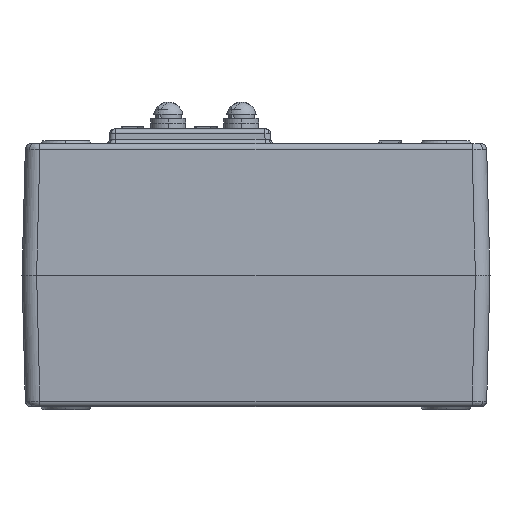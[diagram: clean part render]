
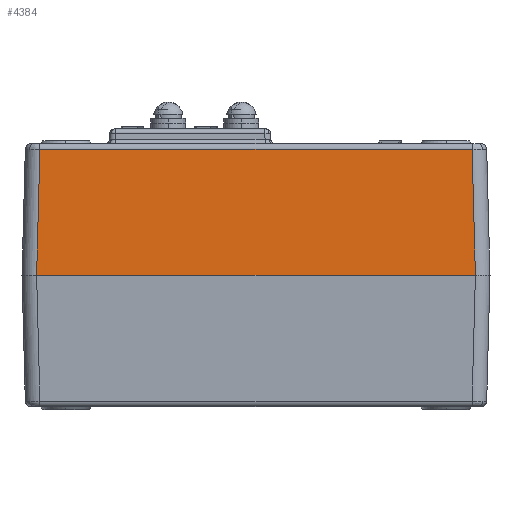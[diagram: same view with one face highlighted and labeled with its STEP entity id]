
A CAD part, left-side view. The second image highlights one B-rep face of the part: STEP entity #4384.
In plain terms, the highlighted planar face has unit normal (-1, 0, 0.026).
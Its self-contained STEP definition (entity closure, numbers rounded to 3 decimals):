
#1152 = FACE_OUTER_BOUND ( 'NONE', #7824, .T. ) ;
#1652 = CARTESIAN_POINT ( 'NONE',  ( -383.873, 73.874, 43.052 ) ) ;
#1964 = CARTESIAN_POINT ( 'NONE',  ( -385., 75.002, 0. ) ) ;
#1975 = CARTESIAN_POINT ( 'NONE',  ( -383.873, -73.874, 43.052 ) ) ;
#2024 = CARTESIAN_POINT ( 'NONE',  ( -385., -75.002, 0. ) ) ;
#2662 = CARTESIAN_POINT ( 'NONE',  ( -383.873, 80., 43.052 ) ) ;
#2671 = DIRECTION ( 'NONE',  ( 0., 1., 0. ) ) ;
#2738 = CARTESIAN_POINT ( 'NONE',  ( -385., 80., 0. ) ) ;
#2739 = DIRECTION ( 'NONE',  ( 0., -1., 0. ) ) ;
#2758 = CARTESIAN_POINT ( 'NONE',  ( -384.894, -74.896, 4.053 ) ) ;
#2759 = DIRECTION ( 'NONE',  ( 0.026, 0.026, 0.999 ) ) ;
#2821 = CARTESIAN_POINT ( 'NONE',  ( -385.003, 75.005, -0.131 ) ) ;
#2830 = DIRECTION ( 'NONE',  ( -0.026, 0.026, -0.999 ) ) ;
#4384 = ADVANCED_FACE ( 'NONE', ( #1152 ), #5260, .T. ) ;
#4620 = VECTOR ( 'NONE', #2739, 1000. ) ;
#4633 = LINE ( 'NONE', #2758, #4634 ) ;
#4634 = VECTOR ( 'NONE', #2759, 1000. ) ;
#4665 = VECTOR ( 'NONE', #2830, 1000. ) ;
#4670 = LINE ( 'NONE', #2821, #4665 ) ;
#4696 = LINE ( 'NONE', #2662, #4708 ) ;
#4708 = VECTOR ( 'NONE', #2671, 1000. ) ;
#4732 = LINE ( 'NONE', #2738, #4620 ) ;
#4764 = VERTEX_POINT ( 'NONE', #1652 ) ;
#5076 = VERTEX_POINT ( 'NONE', #1964 ) ;
#5087 = VERTEX_POINT ( 'NONE', #1975 ) ;
#5136 = VERTEX_POINT ( 'NONE', #2024 ) ;
#5258 = CARTESIAN_POINT ( 'NONE',  ( -385., 80., 0. ) ) ;
#5260 = PLANE ( 'NONE',  #7033 ) ;
#5263 = DIRECTION ( 'NONE',  ( -1., 0., 0.026 ) ) ;
#5264 = DIRECTION ( 'NONE',  ( 0.026, 0., 1. ) ) ;
#6550 = EDGE_CURVE ( 'NONE', #5087, #4764, #4696, .T. ) ;
#6574 = EDGE_CURVE ( 'NONE', #5076, #5136, #4732, .T. ) ;
#6582 = EDGE_CURVE ( 'NONE', #5136, #5087, #4633, .T. ) ;
#6609 = EDGE_CURVE ( 'NONE', #4764, #5076, #4670, .T. ) ;
#7033 = AXIS2_PLACEMENT_3D ( 'NONE', #5258, #5263, #5264 ) ;
#7824 = EDGE_LOOP ( 'NONE', ( #8051, #8052, #8053, #8086 ) ) ;
#8051 = ORIENTED_EDGE ( 'NONE', *, *, #6582, .T. ) ;
#8052 = ORIENTED_EDGE ( 'NONE', *, *, #6550, .T. ) ;
#8053 = ORIENTED_EDGE ( 'NONE', *, *, #6609, .T. ) ;
#8086 = ORIENTED_EDGE ( 'NONE', *, *, #6574, .T. ) ;
